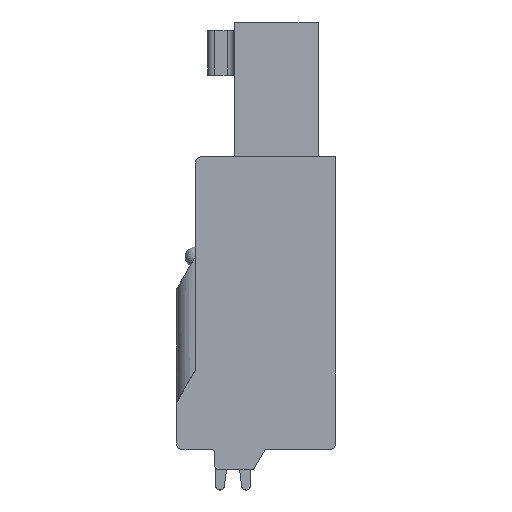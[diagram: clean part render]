
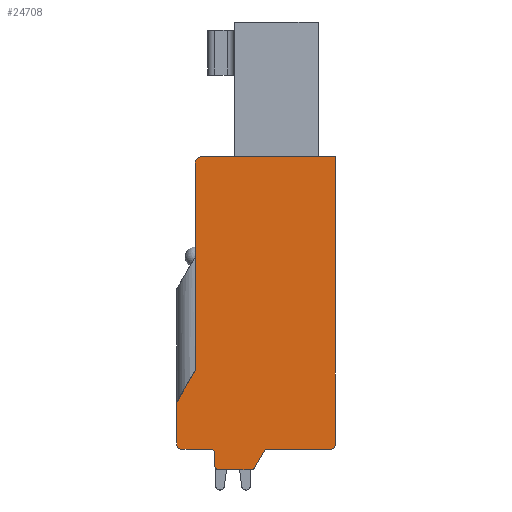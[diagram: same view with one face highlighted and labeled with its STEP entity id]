
A CAD part, front view. The second image highlights one B-rep face of the part: STEP entity #24708.
In plain terms, the highlighted planar face has unit normal (0, -1, 0).
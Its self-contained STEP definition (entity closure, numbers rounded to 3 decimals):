
#2600=DIRECTION('',(0.,0.,-1.));
#2601=VECTOR('',#2600,10.141);
#2602=CARTESIAN_POINT('',(-6.85,0.,-0.3));
#2603=LINE('',#2602,#2601);
#2961=DIRECTION('',(0.,0.,-1.));
#2962=VECTOR('',#2961,2.1);
#2963=CARTESIAN_POINT('',(-7.75,0.,-12.));
#2964=LINE('',#2963,#2962);
#2977=DIRECTION('',(1.,0.,0.));
#2978=VECTOR('',#2977,1.45);
#2979=CARTESIAN_POINT('',(-7.55,0.,-14.3));
#2980=LINE('',#2979,#2978);
#2985=DIRECTION('',(1.,0.,0.));
#2986=VECTOR('',#2985,3.107);
#2987=CARTESIAN_POINT('',(-3.307,0.,-14.3));
#2988=LINE('',#2987,#2986);
#3363=DIRECTION('',(0.,0.,1.));
#3364=VECTOR('',#3363,14.1);
#3365=CARTESIAN_POINT('',(0.,0.,-14.1));
#3366=LINE('',#3365,#3364);
#4114=DIRECTION('',(1.,0.,0.));
#4115=VECTOR('',#4114,6.55);
#4116=CARTESIAN_POINT('',(-6.55,0.,0.));
#4117=LINE('',#4116,#4115);
#4118=CARTESIAN_POINT('',(-0.2,0.,-14.1));
#4119=DIRECTION('',(0.,1.,0.));
#4120=DIRECTION('',(1.,0.,0.));
#4121=AXIS2_PLACEMENT_3D('',#4118,#4119,#4120);
#4123=CARTESIAN_POINT('',(-3.307,0.,-14.5));
#4124=DIRECTION('',(0.,-1.,0.));
#4125=DIRECTION('',(0.,0.,1.));
#4126=AXIS2_PLACEMENT_3D('',#4123,#4124,#4125);
#4128=DIRECTION('',(-0.5,0.,-0.866));
#4129=VECTOR('',#4128,0.924);
#4130=CARTESIAN_POINT('',(-3.48,0.,-14.4));
#4131=LINE('',#4130,#4129);
#4132=CARTESIAN_POINT('',(-4.115,0.,-15.1));
#4133=DIRECTION('',(0.,1.,0.));
#4134=DIRECTION('',(0.866,0.,-0.5));
#4135=AXIS2_PLACEMENT_3D('',#4132,#4133,#4134);
#4137=CARTESIAN_POINT('',(-5.7,0.,-15.1));
#4138=DIRECTION('',(0.,1.,0.));
#4139=DIRECTION('',(0.,0.,-1.));
#4140=AXIS2_PLACEMENT_3D('',#4137,#4138,#4139);
#4142=CARTESIAN_POINT('',(-6.1,0.,-14.5));
#4143=DIRECTION('',(0.,-1.,0.));
#4144=DIRECTION('',(1.,0.,0.));
#4145=AXIS2_PLACEMENT_3D('',#4142,#4143,#4144);
#4147=CARTESIAN_POINT('',(-7.55,0.,-14.1));
#4148=DIRECTION('',(0.,1.,0.));
#4149=DIRECTION('',(0.,0.,-1.));
#4150=AXIS2_PLACEMENT_3D('',#4147,#4148,#4149);
#4152=DIRECTION('',(0.5,0.,0.866));
#4153=VECTOR('',#4152,1.8);
#4154=CARTESIAN_POINT('',(-7.75,0.,-12.));
#4155=LINE('',#4154,#4153);
#4156=CARTESIAN_POINT('',(-6.55,0.,-0.3));
#4157=DIRECTION('',(0.,1.,0.));
#4158=DIRECTION('',(-1.,0.,0.));
#4159=AXIS2_PLACEMENT_3D('',#4156,#4157,#4158);
#4209=DIRECTION('',(0.,0.,-1.));
#4210=VECTOR('',#4209,0.6);
#4211=CARTESIAN_POINT('',(-5.9,0.,-14.5));
#4212=LINE('',#4211,#4210);
#4221=DIRECTION('',(1.,0.,0.));
#4222=VECTOR('',#4221,1.585);
#4223=CARTESIAN_POINT('',(-5.7,0.,-15.3));
#4224=LINE('',#4223,#4222);
#15547=CARTESIAN_POINT('',(-6.85,0.,-0.3));
#15548=VERTEX_POINT('',#15547);
#15549=CARTESIAN_POINT('',(-6.85,0.,-10.441));
#15550=VERTEX_POINT('',#15549);
#15616=CARTESIAN_POINT('',(-7.75,0.,-12.));
#15617=VERTEX_POINT('',#15616);
#15618=CARTESIAN_POINT('',(-7.75,0.,-14.1));
#15619=VERTEX_POINT('',#15618);
#15620=CARTESIAN_POINT('',(-7.55,0.,-14.3));
#15621=VERTEX_POINT('',#15620);
#15622=CARTESIAN_POINT('',(-6.1,0.,-14.3));
#15623=VERTEX_POINT('',#15622);
#15628=CARTESIAN_POINT('',(-3.307,0.,-14.3));
#15629=VERTEX_POINT('',#15628);
#15630=CARTESIAN_POINT('',(-0.2,0.,-14.3));
#15631=VERTEX_POINT('',#15630);
#15688=CARTESIAN_POINT('',(0.,0.,-14.1));
#15689=VERTEX_POINT('',#15688);
#15690=CARTESIAN_POINT('',(0.,0.,0.));
#15691=VERTEX_POINT('',#15690);
#15692=CARTESIAN_POINT('',(-6.55,0.,0.));
#15693=VERTEX_POINT('',#15692);
#15720=CARTESIAN_POINT('',(-3.48,0.,-14.4));
#15721=VERTEX_POINT('',#15720);
#15722=CARTESIAN_POINT('',(-3.942,0.,-15.2));
#15723=VERTEX_POINT('',#15722);
#15724=CARTESIAN_POINT('',(-4.115,0.,-15.3));
#15725=VERTEX_POINT('',#15724);
#15726=CARTESIAN_POINT('',(-5.7,0.,-15.3));
#15727=VERTEX_POINT('',#15726);
#15728=CARTESIAN_POINT('',(-5.9,0.,-15.1));
#15729=VERTEX_POINT('',#15728);
#15730=CARTESIAN_POINT('',(-5.9,0.,-14.5));
#15731=VERTEX_POINT('',#15730);
#24675=CARTESIAN_POINT('',(0.,0.,0.));
#24676=DIRECTION('',(0.,1.,0.));
#24677=DIRECTION('',(1.,0.,0.));
#24678=AXIS2_PLACEMENT_3D('',#24675,#24676,#24677);
#24679=PLANE('',#24678);
#24680=ORIENTED_EDGE('',*,*,#23998,.T.);
#24681=ORIENTED_EDGE('',*,*,#23969,.F.);
#24682=ORIENTED_EDGE('',*,*,#23954,.T.);
#24683=ORIENTED_EDGE('',*,*,#23455,.F.);
#24685=ORIENTED_EDGE('',*,*,#24684,.T.);
#24687=ORIENTED_EDGE('',*,*,#24686,.T.);
#24689=ORIENTED_EDGE('',*,*,#24688,.T.);
#24691=ORIENTED_EDGE('',*,*,#24690,.F.);
#24693=ORIENTED_EDGE('',*,*,#24692,.T.);
#24695=ORIENTED_EDGE('',*,*,#24694,.F.);
#24697=ORIENTED_EDGE('',*,*,#24696,.T.);
#24698=ORIENTED_EDGE('',*,*,#23447,.F.);
#24699=ORIENTED_EDGE('',*,*,#23424,.T.);
#24700=ORIENTED_EDGE('',*,*,#23409,.F.);
#24702=ORIENTED_EDGE('',*,*,#24701,.T.);
#24703=ORIENTED_EDGE('',*,*,#22975,.F.);
#24705=ORIENTED_EDGE('',*,*,#24704,.T.);
#24706=EDGE_LOOP('',(#24680,#24681,#24682,#24683,#24685,#24687,#24689,#24691,
#24693,#24695,#24697,#24698,#24699,#24700,#24702,#24703,#24705));
#24707=FACE_OUTER_BOUND('',#24706,.F.);
#4122=CIRCLE('',#4121,0.2);
#4127=CIRCLE('',#4126,0.2);
#4136=CIRCLE('',#4135,0.2);
#4141=CIRCLE('',#4140,0.2);
#4146=CIRCLE('',#4145,0.2);
#4151=CIRCLE('',#4150,0.2);
#4160=CIRCLE('',#4159,0.3);
#22975=EDGE_CURVE('',#15548,#15550,#2603,.T.);
#23409=EDGE_CURVE('',#15617,#15619,#2964,.T.);
#23424=EDGE_CURVE('',#15621,#15619,#4151,.T.);
#23447=EDGE_CURVE('',#15621,#15623,#2980,.T.);
#23455=EDGE_CURVE('',#15629,#15631,#2988,.T.);
#23954=EDGE_CURVE('',#15689,#15631,#4122,.T.);
#23969=EDGE_CURVE('',#15689,#15691,#3366,.T.);
#23998=EDGE_CURVE('',#15693,#15691,#4117,.T.);
#24684=EDGE_CURVE('',#15629,#15721,#4127,.T.);
#24686=EDGE_CURVE('',#15721,#15723,#4131,.T.);
#24688=EDGE_CURVE('',#15723,#15725,#4136,.T.);
#24690=EDGE_CURVE('',#15727,#15725,#4224,.T.);
#24692=EDGE_CURVE('',#15727,#15729,#4141,.T.);
#24694=EDGE_CURVE('',#15731,#15729,#4212,.T.);
#24696=EDGE_CURVE('',#15731,#15623,#4146,.T.);
#24701=EDGE_CURVE('',#15617,#15550,#4155,.T.);
#24704=EDGE_CURVE('',#15548,#15693,#4160,.T.);
#24708=ADVANCED_FACE('',(#24707),#24679,.F.);
